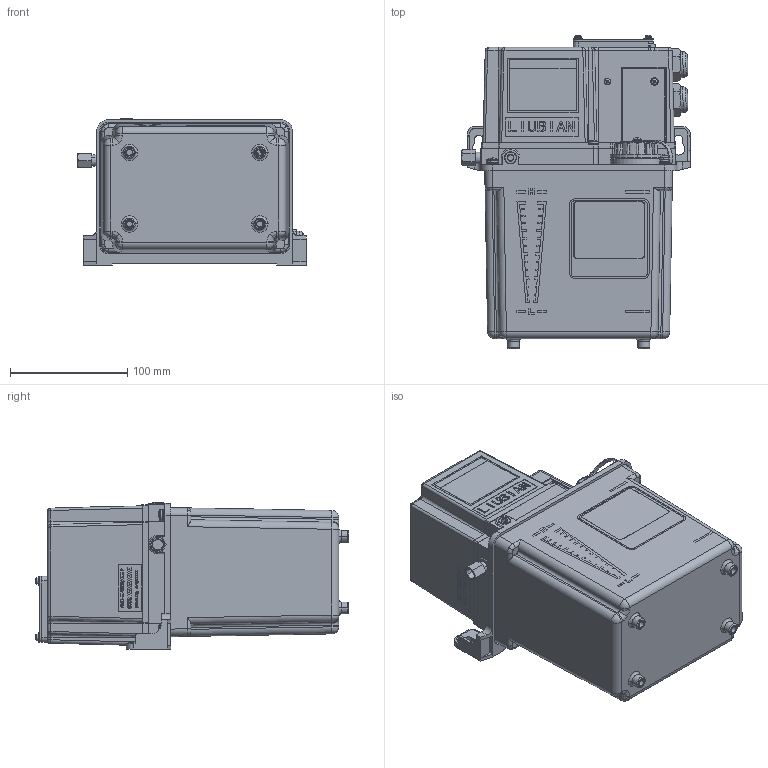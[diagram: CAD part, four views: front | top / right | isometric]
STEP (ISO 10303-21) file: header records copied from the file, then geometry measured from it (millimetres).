
FILE_DESCRIPTION (( 'STEP AP214' ), '1' );
FILE_NAME ('AMO-II-150S.02IIP（三维）.STEP', '2025-07-03T08:04:28', ( 'User' ), ( 'Microsoft' ), 'SwSTEP 2.0', 'SolidWorks 2018', '' );
FILE_SCHEMA (( 'AUTOMOTIVE_DESIGN' ));
Length unit declared in the file: millimetre
Products named in the file (1): AMO-II-150S.02IIP（三维）
Bounding box: 194.5 x 266.99 x 124.5 mm (x, y, z)
Surface area: 221743.9 mm2 (no closed solid volume)
Topology: 0 solids, 113 shells, 1150 faces, 5415 edges, 4271 vertices
Faces by surface type: plane 634, cylinder 235, cone 122, bspline 62, torus 60, sphere 37
Entity records: 74371 total; most frequent: CARTESIAN_POINT 20402, DIRECTION 7947, ORIENTED_EDGE 7647, EDGE_CURVE 5409, VERTEX_POINT 4271, VECTOR 3279, LINE 3279, AXIS2_PLACEMENT_3D 2334
